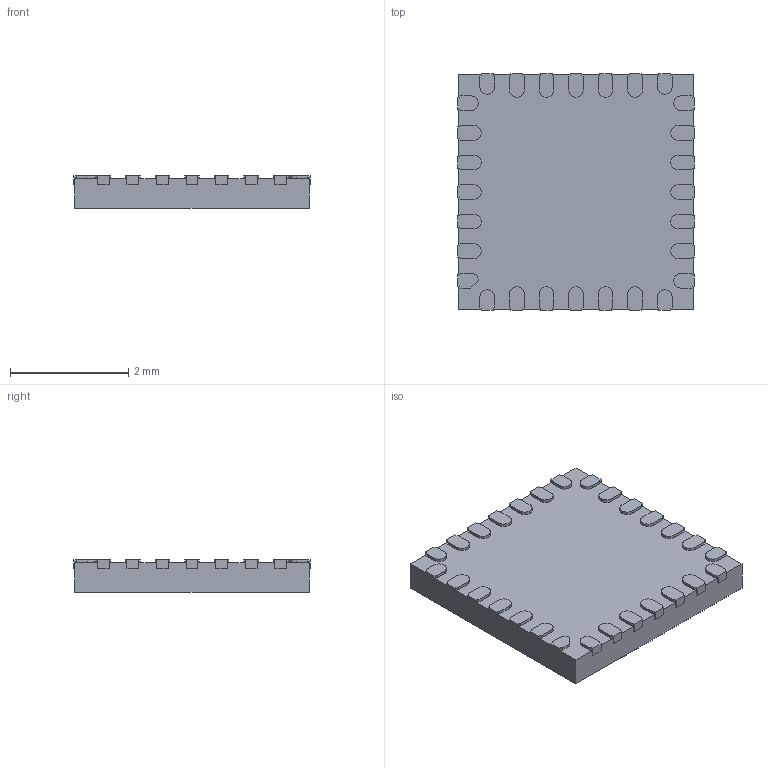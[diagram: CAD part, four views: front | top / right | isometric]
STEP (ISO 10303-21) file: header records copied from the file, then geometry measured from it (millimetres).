
FILE_DESCRIPTION (( 'STEP AP214' ), '1' );
FILE_NAME ('User Library-UFQFPN28-1.STEP', '2020-07-06T09:07:42', ( '' ), ( '' ), 'SwSTEP 2.0', 'SolidWorks 2020', '' );
FILE_SCHEMA (( 'AUTOMOTIVE_DESIGN' ));
Length unit declared in the file: millimetre
Products named in the file (1): User Library-UFQFPN28-1
Bounding box: 4 x 4 x 0.55 mm (x, y, z)
Volume: 8 mm3; surface area: 41.4 mm2
Topology: 1 solids, 1 shells, 296 faces, 879 edges, 586 vertices
Faces by surface type: plane 260, cylinder 36
Entity records: 13065 total; most frequent: CARTESIAN_POINT 1762, ORIENTED_EDGE 1758, DIRECTION 1545, EDGE_CURVE 879, LINE 807, VECTOR 807, VERTEX_POINT 586, AXIS2_PLACEMENT_3D 369
